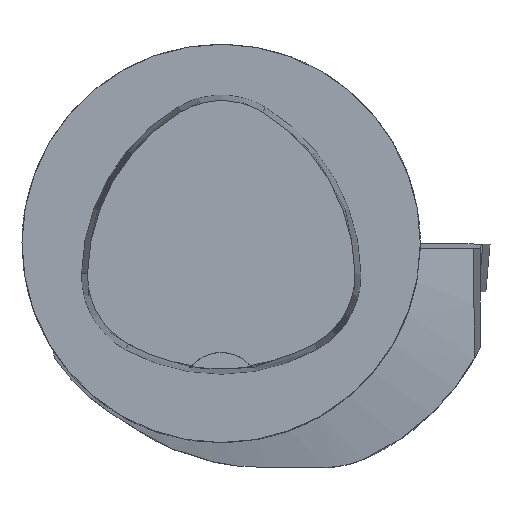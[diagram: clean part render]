
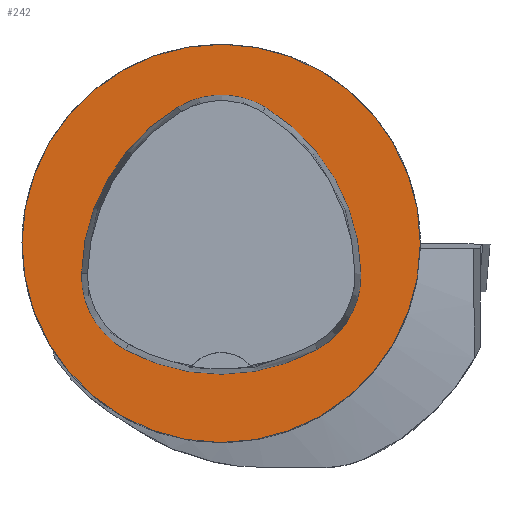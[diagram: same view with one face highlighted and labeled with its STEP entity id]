
A CAD part, top view. The second image highlights one B-rep face of the part: STEP entity #242.
In plain terms, the highlighted planar face has unit normal (0, 0, 1).
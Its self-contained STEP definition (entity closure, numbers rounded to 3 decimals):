
#242=ADVANCED_FACE('',(#470,#471),#293,.T.);
#293=PLANE('',#1363);
#470=FACE_BOUND('',#525,.T.);
#471=FACE_BOUND('',#526,.T.);
#525=EDGE_LOOP('',(#746,#747,#748,#749,#750,#751));
#526=EDGE_LOOP('',(#752));
#746=ORIENTED_EDGE('',*,*,#1112,.F.);
#747=ORIENTED_EDGE('',*,*,#1107,.F.);
#748=ORIENTED_EDGE('',*,*,#1102,.F.);
#749=ORIENTED_EDGE('',*,*,#1099,.F.);
#750=ORIENTED_EDGE('',*,*,#1096,.F.);
#751=ORIENTED_EDGE('',*,*,#1092,.F.);
#752=ORIENTED_EDGE('',*,*,#1076,.T.);
#955=VERTEX_POINT('',#2051);
#966=VERTEX_POINT('',#2123);
#967=VERTEX_POINT('',#2124);
#970=VERTEX_POINT('',#2132);
#972=VERTEX_POINT('',#2138);
#974=VERTEX_POINT('',#2144);
#978=VERTEX_POINT('',#2157);
#1076=EDGE_CURVE('',#955,#955,#1169,.T.);
#1092=EDGE_CURVE('',#966,#967,#1172,.T.);
#1096=EDGE_CURVE('',#967,#970,#1174,.T.);
#1099=EDGE_CURVE('',#970,#972,#1176,.T.);
#1102=EDGE_CURVE('',#972,#974,#1178,.T.);
#1107=EDGE_CURVE('',#974,#978,#1181,.T.);
#1112=EDGE_CURVE('',#978,#966,#1184,.T.);
#1169=CIRCLE('',#1332,20.);
#1172=CIRCLE('',#1341,20.);
#1174=CIRCLE('',#1344,8.5);
#1176=CIRCLE('',#1347,20.);
#1178=CIRCLE('',#1350,8.5);
#1181=CIRCLE('',#1354,20.);
#1184=CIRCLE('',#1358,8.5);
#1332=AXIS2_PLACEMENT_3D('',#2050,#1584,#1585);
#1341=AXIS2_PLACEMENT_3D('',#2122,#1603,#1604);
#1344=AXIS2_PLACEMENT_3D('',#2131,#1611,#1612);
#1347=AXIS2_PLACEMENT_3D('',#2137,#1618,#1619);
#1350=AXIS2_PLACEMENT_3D('',#2143,#1625,#1626);
#1354=AXIS2_PLACEMENT_3D('',#2156,#1634,#1635);
#1358=AXIS2_PLACEMENT_3D('',#2169,#1643,#1644);
#1363=AXIS2_PLACEMENT_3D('',#2174,#1653,#1654);
#1584=DIRECTION('',(0.,0.,1.));
#1585=DIRECTION('',(1.,0.,0.));
#1603=DIRECTION('',(0.,0.,1.));
#1604=DIRECTION('',(1.,0.,0.));
#1611=DIRECTION('',(0.,0.,1.));
#1612=DIRECTION('',(1.,0.,0.));
#1618=DIRECTION('',(0.,0.,1.));
#1619=DIRECTION('',(1.,0.,0.));
#1625=DIRECTION('',(0.,0.,1.));
#1626=DIRECTION('',(1.,0.,0.));
#1634=DIRECTION('',(0.,0.,1.));
#1635=DIRECTION('',(1.,0.,0.));
#1643=DIRECTION('',(0.,0.,1.));
#1644=DIRECTION('',(1.,0.,0.));
#1653=DIRECTION('',(0.,0.,1.));
#1654=DIRECTION('',(-1.,0.,0.));
#2050=CARTESIAN_POINT('',(0.,0.,0.));
#2051=CARTESIAN_POINT('',(20.,0.,0.));
#2122=CARTESIAN_POINT('',(-5.955,-3.414,0.));
#2123=CARTESIAN_POINT('',(14.041,-3.042,0.));
#2124=CARTESIAN_POINT('',(4.472,13.653,0.));
#2131=CARTESIAN_POINT('',(0.04,6.4,0.));
#2132=CARTESIAN_POINT('',(-4.347,13.68,0.));
#2137=CARTESIAN_POINT('',(5.976,-3.45,0.));
#2138=CARTESIAN_POINT('',(-14.021,-3.075,0.));
#2143=CARTESIAN_POINT('',(-5.522,-3.235,0.));
#2144=CARTESIAN_POINT('',(-9.588,-10.699,0.));
#2156=CARTESIAN_POINT('',(-0.022,6.864,0.));
#2157=CARTESIAN_POINT('',(9.655,-10.639,0.));
#2169=CARTESIAN_POINT('',(5.543,-3.2,0.));
#2174=CARTESIAN_POINT('',(0.,0.,0.));
